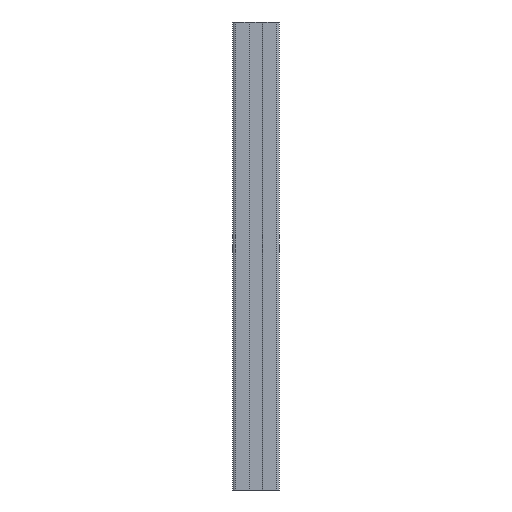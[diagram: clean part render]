
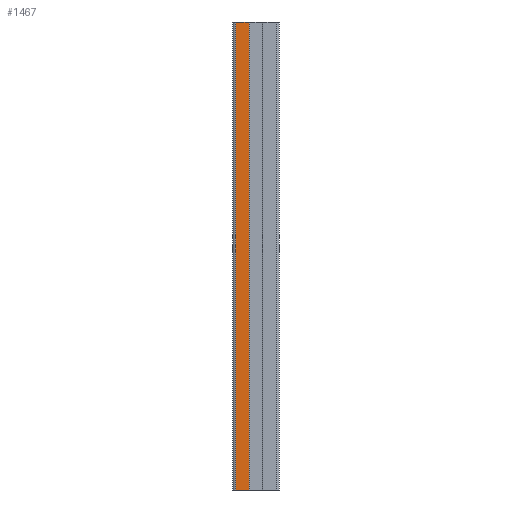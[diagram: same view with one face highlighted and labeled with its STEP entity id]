
A CAD part, left-side view. The second image highlights one B-rep face of the part: STEP entity #1467.
In plain terms, the highlighted planar face has unit normal (-1, 0, 0).
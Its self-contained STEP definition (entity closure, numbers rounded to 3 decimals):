
#1440 = VERTEX_POINT('',#1441);
#1441 = CARTESIAN_POINT('',(-15.,13.,520.));
#1448 = EDGE_CURVE('',#1449,#1440,#1451,.T.);
#1449 = VERTEX_POINT('',#1450);
#1450 = CARTESIAN_POINT('',(-15.,13.,220.));
#1451 = LINE('',#1452,#1453);
#1452 = CARTESIAN_POINT('',(-15.,13.,220.));
#1453 = VECTOR('',#1454,1.);
#1454 = DIRECTION('',(0.,0.,1.));
#1467 = ADVANCED_FACE('',(#1468),#1493,.F.);
#1468 = FACE_BOUND('',#1469,.F.);
#1469 = EDGE_LOOP('',(#1470,#1471,#1479,#1487));
#1470 = ORIENTED_EDGE('',*,*,#1448,.T.);
#1471 = ORIENTED_EDGE('',*,*,#1472,.T.);
#1472 = EDGE_CURVE('',#1440,#1473,#1475,.T.);
#1473 = VERTEX_POINT('',#1474);
#1474 = CARTESIAN_POINT('',(-15.,4.4,520.));
#1475 = LINE('',#1476,#1477);
#1476 = CARTESIAN_POINT('',(-15.,13.,520.));
#1477 = VECTOR('',#1478,1.);
#1478 = DIRECTION('',(0.,-1.,0.));
#1479 = ORIENTED_EDGE('',*,*,#1480,.F.);
#1480 = EDGE_CURVE('',#1481,#1473,#1483,.T.);
#1481 = VERTEX_POINT('',#1482);
#1482 = CARTESIAN_POINT('',(-15.,4.4,220.));
#1483 = LINE('',#1484,#1485);
#1484 = CARTESIAN_POINT('',(-15.,4.4,220.));
#1485 = VECTOR('',#1486,1.);
#1486 = DIRECTION('',(0.,0.,1.));
#1487 = ORIENTED_EDGE('',*,*,#1488,.F.);
#1488 = EDGE_CURVE('',#1449,#1481,#1489,.T.);
#1489 = LINE('',#1490,#1491);
#1490 = CARTESIAN_POINT('',(-15.,13.,220.));
#1491 = VECTOR('',#1492,1.);
#1492 = DIRECTION('',(0.,-1.,0.));
#1493 = PLANE('',#1494);
#1494 = AXIS2_PLACEMENT_3D('',#1495,#1496,#1497);
#1495 = CARTESIAN_POINT('',(-15.,13.,220.));
#1496 = DIRECTION('',(1.,0.,0.));
#1497 = DIRECTION('',(0.,-1.,0.));
